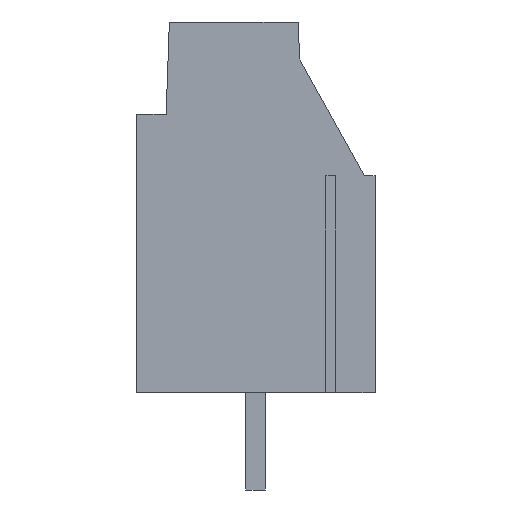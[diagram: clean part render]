
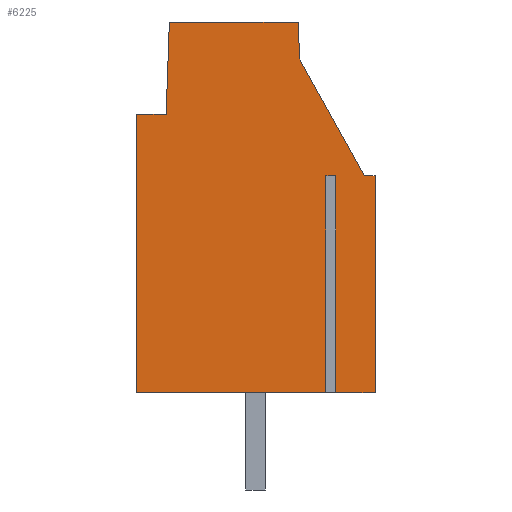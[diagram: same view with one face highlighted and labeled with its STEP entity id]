
A CAD part, left-side view. The second image highlights one B-rep face of the part: STEP entity #6225.
In plain terms, the highlighted planar face has unit normal (-1, 0, 0).
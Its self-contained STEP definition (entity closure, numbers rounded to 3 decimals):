
#6184=AXIS2_PLACEMENT_3D('Plane Axis2P3D',#6181,#6182,#6183) ;
#84=CARTESIAN_POINT('Vertex',(0.,9.648,17.35)) ;
#87=CARTESIAN_POINT('Line Origine',(0.,9.574,19.475)) ;
#91=CARTESIAN_POINT('Vertex',(0.,9.5,21.6)) ;
#232=CARTESIAN_POINT('Vertex',(0.,3.55,21.6)) ;
#242=CARTESIAN_POINT('Line Origine',(0.,6.525,21.6)) ;
#869=CARTESIAN_POINT('Vertex',(0.,3.49,19.892)) ;
#879=CARTESIAN_POINT('Line Origine',(0.,3.52,20.746)) ;
#1111=CARTESIAN_POINT('Vertex',(0.,11.,4.5)) ;
#1183=CARTESIAN_POINT('Vertex',(0.,0.,4.5)) ;
#1186=CARTESIAN_POINT('Line Origine',(0.,0.912,4.5)) ;
#1190=CARTESIAN_POINT('Vertex',(0.,1.825,4.5)) ;
#1239=CARTESIAN_POINT('Vertex',(0.,2.275,4.5)) ;
#1242=CARTESIAN_POINT('Line Origine',(0.,6.638,4.5)) ;
#2304=CARTESIAN_POINT('Line Origine',(0.,11.,10.925)) ;
#2308=CARTESIAN_POINT('Vertex',(0.,11.,17.35)) ;
#2921=CARTESIAN_POINT('Line Origine',(0.,1.995,17.196)) ;
#2925=CARTESIAN_POINT('Vertex',(0.,0.5,14.5)) ;
#3345=CARTESIAN_POINT('Vertex',(0.,0.,14.5)) ;
#3348=CARTESIAN_POINT('Line Origine',(0.,0.,9.5)) ;
#6147=CARTESIAN_POINT('Line Origine',(0.,10.324,17.35)) ;
#6181=CARTESIAN_POINT('Axis2P3D Location',(0.,11.,1.3)) ;
#6186=CARTESIAN_POINT('Line Origine',(0.,0.25,14.5)) ;
#6191=CARTESIAN_POINT('Line Origine',(0.,2.275,9.5)) ;
#6195=CARTESIAN_POINT('Vertex',(0.,2.275,14.5)) ;
#6198=CARTESIAN_POINT('Line Origine',(0.,2.05,14.5)) ;
#6202=CARTESIAN_POINT('Vertex',(0.,1.825,14.5)) ;
#6205=CARTESIAN_POINT('Line Origine',(0.,1.825,9.5)) ;
#88=DIRECTION('Vector Direction',(0.,0.035,-0.999)) ;
#243=DIRECTION('Vector Direction',(0.,-1.,0.)) ;
#880=DIRECTION('Vector Direction',(0.,0.035,0.999)) ;
#1187=DIRECTION('Vector Direction',(0.,1.,0.)) ;
#1243=DIRECTION('Vector Direction',(0.,1.,0.)) ;
#2305=DIRECTION('Vector Direction',(0.,0.,1.)) ;
#2922=DIRECTION('Vector Direction',(0.,-0.485,-0.875)) ;
#3349=DIRECTION('Vector Direction',(0.,0.,-1.)) ;
#6148=DIRECTION('Vector Direction',(0.,-1.,0.)) ;
#6182=DIRECTION('Axis2P3D Direction',(-1.,0.,0.)) ;
#6183=DIRECTION('Axis2P3D XDirection',(0.,-1.,0.)) ;
#6187=DIRECTION('Vector Direction',(0.,-1.,0.)) ;
#6192=DIRECTION('Vector Direction',(0.,0.,1.)) ;
#6199=DIRECTION('Vector Direction',(0.,-1.,0.)) ;
#6206=DIRECTION('Vector Direction',(0.,0.,1.)) ;
#89=VECTOR('Line Direction',#88,1.) ;
#244=VECTOR('Line Direction',#243,1.) ;
#881=VECTOR('Line Direction',#880,1.) ;
#1188=VECTOR('Line Direction',#1187,1.) ;
#1244=VECTOR('Line Direction',#1243,1.) ;
#2306=VECTOR('Line Direction',#2305,1.) ;
#2923=VECTOR('Line Direction',#2922,1.) ;
#3350=VECTOR('Line Direction',#3349,1.) ;
#6149=VECTOR('Line Direction',#6148,1.) ;
#6188=VECTOR('Line Direction',#6187,1.) ;
#6193=VECTOR('Line Direction',#6192,1.) ;
#6200=VECTOR('Line Direction',#6199,1.) ;
#6207=VECTOR('Line Direction',#6206,1.) ;
#6211=ORIENTED_EDGE('',*,*,#1192,.T.) ;
#6212=ORIENTED_EDGE('',*,*,#3352,.T.) ;
#6213=ORIENTED_EDGE('',*,*,#6190,.T.) ;
#6214=ORIENTED_EDGE('',*,*,#2927,.T.) ;
#6215=ORIENTED_EDGE('',*,*,#883,.T.) ;
#6216=ORIENTED_EDGE('',*,*,#246,.T.) ;
#6217=ORIENTED_EDGE('',*,*,#93,.T.) ;
#6218=ORIENTED_EDGE('',*,*,#6151,.T.) ;
#6219=ORIENTED_EDGE('',*,*,#2310,.T.) ;
#6220=ORIENTED_EDGE('',*,*,#1246,.T.) ;
#6221=ORIENTED_EDGE('',*,*,#6197,.T.) ;
#6222=ORIENTED_EDGE('',*,*,#6204,.F.) ;
#6223=ORIENTED_EDGE('',*,*,#6209,.F.) ;
#6225=ADVANCED_FACE('HOUSING',(#6224),#6185,.T.) ;
#93=EDGE_CURVE('',#92,#85,#90,.T.) ;
#246=EDGE_CURVE('',#233,#92,#245,.F.) ;
#883=EDGE_CURVE('',#870,#233,#882,.T.) ;
#1192=EDGE_CURVE('',#1191,#1184,#1189,.F.) ;
#1246=EDGE_CURVE('',#1112,#1240,#1245,.F.) ;
#2310=EDGE_CURVE('',#2309,#1112,#2307,.F.) ;
#2927=EDGE_CURVE('',#2926,#870,#2924,.F.) ;
#3352=EDGE_CURVE('',#1184,#3346,#3351,.F.) ;
#6151=EDGE_CURVE('',#85,#2309,#6150,.F.) ;
#6190=EDGE_CURVE('',#3346,#2926,#6189,.F.) ;
#6197=EDGE_CURVE('',#1240,#6196,#6194,.T.) ;
#6204=EDGE_CURVE('',#6203,#6196,#6201,.F.) ;
#6209=EDGE_CURVE('',#1191,#6203,#6208,.T.) ;
#6210=EDGE_LOOP('',(#6211,#6212,#6213,#6214,#6215,#6216,#6217,#6218,#6219,#6220,#6221,#6222,#6223)) ;
#6224=FACE_OUTER_BOUND('',#6210,.T.) ;
#90=LINE('Line',#87,#89) ;
#245=LINE('Line',#242,#244) ;
#882=LINE('Line',#879,#881) ;
#1189=LINE('Line',#1186,#1188) ;
#1245=LINE('Line',#1242,#1244) ;
#2307=LINE('Line',#2304,#2306) ;
#2924=LINE('Line',#2921,#2923) ;
#3351=LINE('Line',#3348,#3350) ;
#6150=LINE('Line',#6147,#6149) ;
#6189=LINE('Line',#6186,#6188) ;
#6194=LINE('Line',#6191,#6193) ;
#6201=LINE('Line',#6198,#6200) ;
#6208=LINE('Line',#6205,#6207) ;
#6185=PLANE('',#6184) ;
#85=VERTEX_POINT('',#84) ;
#92=VERTEX_POINT('',#91) ;
#233=VERTEX_POINT('',#232) ;
#870=VERTEX_POINT('',#869) ;
#1112=VERTEX_POINT('',#1111) ;
#1184=VERTEX_POINT('',#1183) ;
#1191=VERTEX_POINT('',#1190) ;
#1240=VERTEX_POINT('',#1239) ;
#2309=VERTEX_POINT('',#2308) ;
#2926=VERTEX_POINT('',#2925) ;
#3346=VERTEX_POINT('',#3345) ;
#6196=VERTEX_POINT('',#6195) ;
#6203=VERTEX_POINT('',#6202) ;
